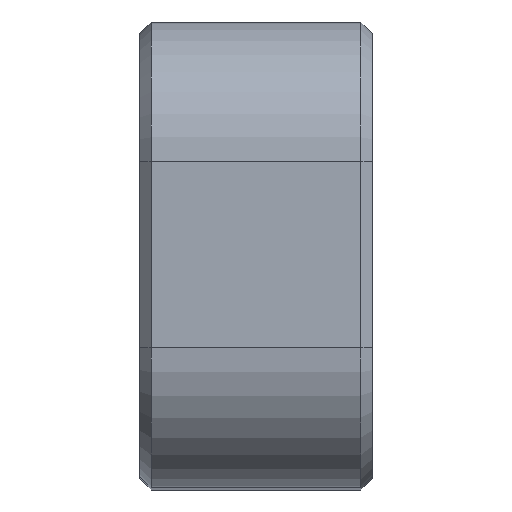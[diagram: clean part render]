
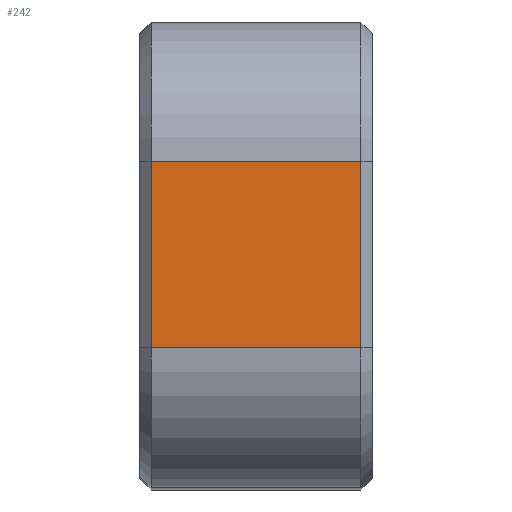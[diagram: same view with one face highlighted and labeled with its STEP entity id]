
A CAD part, top view. The second image highlights one B-rep face of the part: STEP entity #242.
In plain terms, the highlighted planar face has unit normal (0, 0, 1).
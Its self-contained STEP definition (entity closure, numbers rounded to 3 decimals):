
#242=ADVANCED_FACE('',(#485),#486,.T.);
#485=FACE_OUTER_BOUND('',#719,.T.);
#486=PLANE('',#720);
#719=EDGE_LOOP('',(#1328,#1329,#1330,#1331));
#720=AXIS2_PLACEMENT_3D('',#1332,#1333,#1334);
#1328=ORIENTED_EDGE('',*,*,#1489,.T.);
#1329=ORIENTED_EDGE('',*,*,#1525,.F.);
#1330=ORIENTED_EDGE('',*,*,#1535,.T.);
#1331=ORIENTED_EDGE('',*,*,#1504,.T.);
#1332=CARTESIAN_POINT('',(0.0,-2.0,32.0));
#1333=DIRECTION('',(0.0,-0.0,1.0));
#1334=DIRECTION('',(0.0,1.0,0.0));
#1489=EDGE_CURVE('',#1793,#1787,#1794,.T.);
#1504=EDGE_CURVE('',#1813,#1793,#1814,.T.);
#1525=EDGE_CURVE('',#1841,#1787,#1843,.T.);
#1535=EDGE_CURVE('',#1841,#1813,#1855,.T.);
#1787=VERTEX_POINT('',#2161);
#1793=VERTEX_POINT('',#2169);
#1794=LINE('',#2170,#2171);
#1813=VERTEX_POINT('',#2197);
#1814=LINE('',#2198,#2199);
#1841=VERTEX_POINT('',#2235);
#1843=LINE('',#2237,#2238);
#1855=LINE('',#2254,#2255);
#2161=CARTESIAN_POINT('',(-9.5,-4.,32.0));
#2169=CARTESIAN_POINT('',(-9.5,4.0,32.0));
#2170=CARTESIAN_POINT('',(-9.5,4.0,32.0));
#2171=VECTOR('',#2533,1.0);
#2197=CARTESIAN_POINT('',(-0.5,4.0,32.0));
#2198=CARTESIAN_POINT('',(0.0,4.0,32.0));
#2199=VECTOR('',#2547,1.0);
#2235=CARTESIAN_POINT('',(-0.5,-4.,32.0));
#2237=CARTESIAN_POINT('',(0.0,-4.,32.));
#2238=VECTOR('',#2572,1.0);
#2254=CARTESIAN_POINT('',(-0.5,4.0,32.0));
#2255=VECTOR('',#2580,1.0);
#2533=DIRECTION('',(0.0,-1.0,0.0));
#2547=DIRECTION('',(-1.0,0.0,0.0));
#2572=DIRECTION('',(-1.0,0.0,0.0));
#2580=DIRECTION('',(0.0,1.0,0.0));
